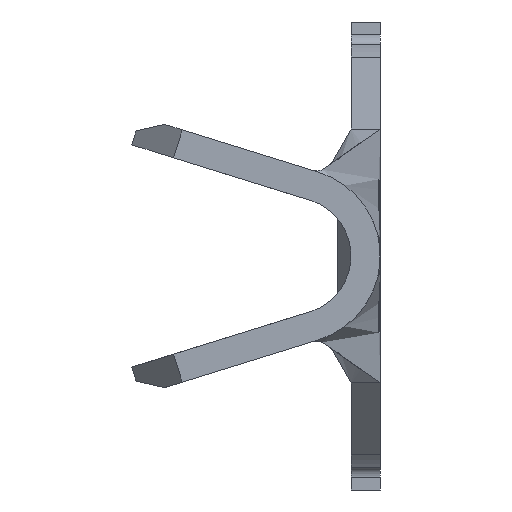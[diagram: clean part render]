
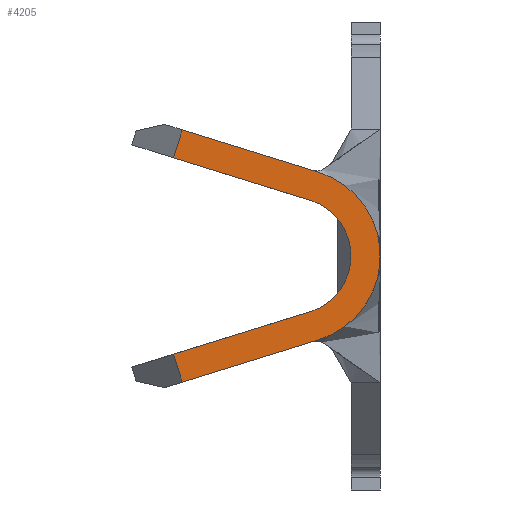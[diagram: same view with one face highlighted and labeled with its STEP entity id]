
A CAD part, left-side view. The second image highlights one B-rep face of the part: STEP entity #4205.
In plain terms, the highlighted planar face has unit normal (-1, 0, 0).
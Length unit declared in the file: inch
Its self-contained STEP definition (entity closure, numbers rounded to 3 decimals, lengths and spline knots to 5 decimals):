
#70 = VECTOR ( 'NONE', #1961, 39.37008 ) ;
#93 = ORIENTED_EDGE ( 'NONE', *, *, #4474, .T. ) ;
#197 = DIRECTION ( 'NONE',  ( 1., 0., 0. ) ) ;
#233 = CARTESIAN_POINT ( 'NONE',  ( -0.365, 0.04221, -0.0573 ) ) ;
#239 = ORIENTED_EDGE ( 'NONE', *, *, #932, .F. ) ;
#375 = DIRECTION ( 'NONE',  ( 0., -0.955, 0.297 ) ) ;
#411 = DIRECTION ( 'NONE',  ( 0., -0.955, -0.297 ) ) ;
#585 = CARTESIAN_POINT ( 'NONE',  ( -0.365, 0.13542, -0.08624 ) ) ;
#646 = VECTOR ( 'NONE', #411, 39.37008 ) ;
#650 = VECTOR ( 'NONE', #375, 39.37008 ) ;
#771 = CARTESIAN_POINT ( 'NONE',  ( -0.365, 0.04814, -0.0382 ) ) ;
#833 = VECTOR ( 'NONE', #4827, 39.37008 ) ;
#836 = VERTEX_POINT ( 'NONE', #3641 ) ;
#932 = EDGE_CURVE ( 'NONE', #2507, #1485, #4191, .T. ) ;
#965 = LINE ( 'NONE', #1252, #3186 ) ;
#1230 = CIRCLE ( 'NONE', #4984, 0.06 ) ;
#1252 = CARTESIAN_POINT ( 'NONE',  ( -0.365, 0.04221, -0.0573 ) ) ;
#1306 = LINE ( 'NONE', #4579, #70 ) ;
#1424 = ORIENTED_EDGE ( 'NONE', *, *, #2606, .F. ) ;
#1462 = EDGE_CURVE ( 'NONE', #836, #5623, #1230, .T. ) ;
#1485 = VERTEX_POINT ( 'NONE', #771 ) ;
#1515 = CARTESIAN_POINT ( 'NONE',  ( -0.365, 0.14135, 0.06714 ) ) ;
#1729 = CARTESIAN_POINT ( 'NONE',  ( -0.365, 0.04814, -0.0382 ) ) ;
#1744 = CARTESIAN_POINT ( 'NONE',  ( -0.365, 0.04814, 0.0382 ) ) ;
#1823 = DIRECTION ( 'NONE',  ( -1., 0., 0. ) ) ;
#1961 = DIRECTION ( 'NONE',  ( 0., 0.297, -0.955 ) ) ;
#2255 = ORIENTED_EDGE ( 'NONE', *, *, #4075, .T. ) ;
#2303 = DIRECTION ( 'NONE',  ( 0., -0.297, -0.955 ) ) ;
#2325 = ORIENTED_EDGE ( 'NONE', *, *, #3742, .F. ) ;
#2403 = FACE_OUTER_BOUND ( 'NONE', #3478, .T. ) ;
#2459 = LINE ( 'NONE', #3096, #646 ) ;
#2500 = EDGE_CURVE ( 'NONE', #4111, #4450, #4211, .T. ) ;
#2507 = VERTEX_POINT ( 'NONE', #2973 ) ;
#2567 = DIRECTION ( 'NONE',  ( 1., 0., 0. ) ) ;
#2593 = ORIENTED_EDGE ( 'NONE', *, *, #5174, .F. ) ;
#2606 = EDGE_CURVE ( 'NONE', #1485, #4111, #3798, .T. ) ;
#2784 = CARTESIAN_POINT ( 'NONE',  ( -0.365, 0.04814, 0.0382 ) ) ;
#2841 = CARTESIAN_POINT ( 'NONE',  ( -0.365, 0.06, 0. ) ) ;
#2946 = VERTEX_POINT ( 'NONE', #585 ) ;
#2973 = CARTESIAN_POINT ( 'NONE',  ( -0.365, 0.14135, -0.06714 ) ) ;
#3022 = AXIS2_PLACEMENT_3D ( 'NONE', #4443, #1823, #4908 ) ;
#3096 = CARTESIAN_POINT ( 'NONE',  ( -0.365, 0.04221, 0.0573 ) ) ;
#3186 = VECTOR ( 'NONE', #5253, 39.37008 ) ;
#3242 = LINE ( 'NONE', #5398, #5730 ) ;
#3335 = DIRECTION ( 'NONE',  ( 0., 0., -1. ) ) ;
#3478 = EDGE_LOOP ( 'NONE', ( #2593, #93, #5297, #1424, #239, #2255, #2325, #5618 ) ) ;
#3641 = CARTESIAN_POINT ( 'NONE',  ( -0.365, 0.04221, 0.0573 ) ) ;
#3742 = EDGE_CURVE ( 'NONE', #5623, #2946, #965, .T. ) ;
#3798 = CIRCLE ( 'NONE', #3022, 0.04 ) ;
#3803 = VERTEX_POINT ( 'NONE', #5785 ) ;
#4075 = EDGE_CURVE ( 'NONE', #2507, #2946, #3242, .T. ) ;
#4111 = VERTEX_POINT ( 'NONE', #2784 ) ;
#4191 = LINE ( 'NONE', #1729, #650 ) ;
#4205 = ADVANCED_FACE ( 'NONE', ( #2403 ), #5539, .F. ) ;
#4211 = LINE ( 'NONE', #1744, #833 ) ;
#4352 = AXIS2_PLACEMENT_3D ( 'NONE', #2841, #197, #3335 ) ;
#4443 = CARTESIAN_POINT ( 'NONE',  ( -0.365, 0.06, 0. ) ) ;
#4450 = VERTEX_POINT ( 'NONE', #1515 ) ;
#4474 = EDGE_CURVE ( 'NONE', #3803, #4450, #1306, .T. ) ;
#4579 = CARTESIAN_POINT ( 'NONE',  ( -0.365, 0.14135, 0.06714 ) ) ;
#4827 = DIRECTION ( 'NONE',  ( 0., 0.955, 0.297 ) ) ;
#4908 = DIRECTION ( 'NONE',  ( 0., 0., -1. ) ) ;
#4984 = AXIS2_PLACEMENT_3D ( 'NONE', #5216, #2567, #5655 ) ;
#5174 = EDGE_CURVE ( 'NONE', #3803, #836, #2459, .T. ) ;
#5216 = CARTESIAN_POINT ( 'NONE',  ( -0.365, 0.06, 0. ) ) ;
#5253 = DIRECTION ( 'NONE',  ( 0., 0.955, -0.297 ) ) ;
#5297 = ORIENTED_EDGE ( 'NONE', *, *, #2500, .F. ) ;
#5398 = CARTESIAN_POINT ( 'NONE',  ( -0.365, 0.13838, -0.07669 ) ) ;
#5539 = PLANE ( 'NONE',  #4352 ) ;
#5618 = ORIENTED_EDGE ( 'NONE', *, *, #1462, .F. ) ;
#5623 = VERTEX_POINT ( 'NONE', #233 ) ;
#5655 = DIRECTION ( 'NONE',  ( 0., 0., -1. ) ) ;
#5730 = VECTOR ( 'NONE', #2303, 39.37008 ) ;
#5785 = CARTESIAN_POINT ( 'NONE',  ( -0.365, 0.13542, 0.08624 ) ) ;
